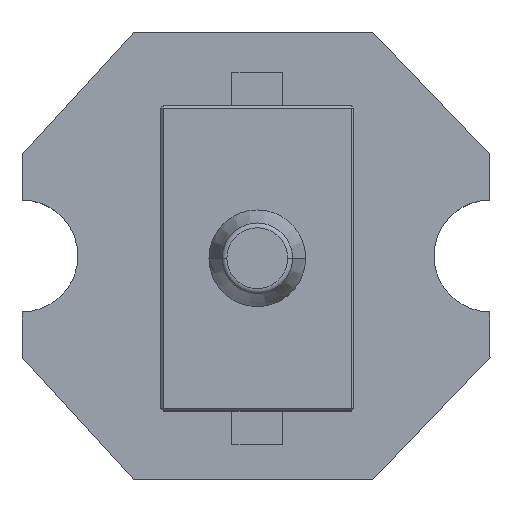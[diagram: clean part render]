
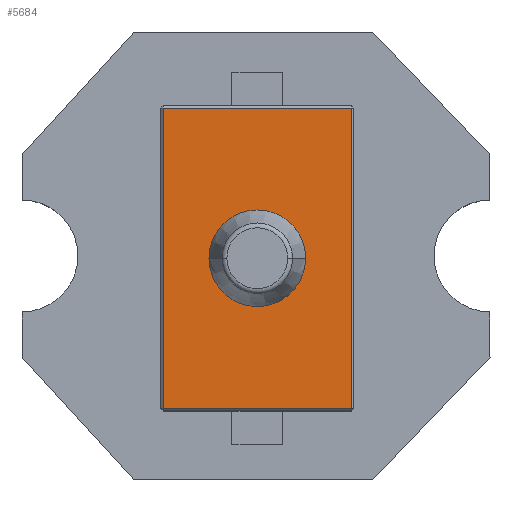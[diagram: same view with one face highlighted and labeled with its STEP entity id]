
A CAD part, top view. The second image highlights one B-rep face of the part: STEP entity #5684.
In plain terms, the highlighted face is planar.
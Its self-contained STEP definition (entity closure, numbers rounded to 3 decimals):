
#5333 = PLANE('',#5334);
#5334 = AXIS2_PLACEMENT_3D('',#5335,#5336,#5337);
#5335 = CARTESIAN_POINT('',(-4.55,1.6,3.576));
#5336 = DIRECTION('',(-0.707,0.707,0.));
#5337 = DIRECTION('',(0.,0.,1.));
#5448 = PLANE('',#5449);
#5449 = AXIS2_PLACEMENT_3D('',#5450,#5451,#5452);
#5450 = CARTESIAN_POINT('',(0.,1.65,3.526));
#5451 = DIRECTION('',(0.,-0.707,-0.707));
#5452 = DIRECTION('',(1.,0.,0.));
#5486 = PLANE('',#5487);
#5487 = AXIS2_PLACEMENT_3D('',#5488,#5489,#5490);
#5488 = CARTESIAN_POINT('',(1.4,1.65,0.));
#5489 = DIRECTION('',(-0.707,-0.707,0.));
#5490 = DIRECTION('',(0.,0.,-1.));
#5601 = PLANE('',#5602);
#5602 = AXIS2_PLACEMENT_3D('',#5603,#5604,#5605);
#5603 = CARTESIAN_POINT('',(-4.55,1.6,-0.224));
#5604 = DIRECTION('',(0.,0.707,-0.707));
#5605 = DIRECTION('',(-1.,0.,0.));
#5684 = ADVANCED_FACE('',(#5685),#5699,.F.);
#5685 = FACE_BOUND('',#5686,.F.);
#5686 = EDGE_LOOP('',(#5687,#5717,#5740,#5763));
#5687 = ORIENTED_EDGE('',*,*,#5688,.F.);
#5688 = EDGE_CURVE('',#5689,#5691,#5693,.T.);
#5689 = VERTEX_POINT('',#5690);
#5690 = CARTESIAN_POINT('',(-4.5,1.65,3.526));
#5691 = VERTEX_POINT('',#5692);
#5692 = CARTESIAN_POINT('',(1.4,1.65,3.526));
#5693 = SURFACE_CURVE('',#5694,(#5698,#5710),.PCURVE_S1.);
#5694 = LINE('',#5695,#5696);
#5695 = CARTESIAN_POINT('',(0.,1.65,3.526));
#5696 = VECTOR('',#5697,1.);
#5697 = DIRECTION('',(1.,0.,0.));
#5698 = PCURVE('',#5699,#5704);
#5699 = PLANE('',#5700);
#5700 = AXIS2_PLACEMENT_3D('',#5701,#5702,#5703);
#5701 = CARTESIAN_POINT('',(0.,1.65,0.));
#5702 = DIRECTION('',(0.,-1.,0.));
#5703 = DIRECTION('',(0.,0.,-1.));
#5704 = DEFINITIONAL_REPRESENTATION('',(#5705),#5709);
#5705 = LINE('',#5706,#5707);
#5706 = CARTESIAN_POINT('',(-3.526,0.));
#5707 = VECTOR('',#5708,1.);
#5708 = DIRECTION('',(0.,1.));
#5709 = ( GEOMETRIC_REPRESENTATION_CONTEXT(2) 
PARAMETRIC_REPRESENTATION_CONTEXT() REPRESENTATION_CONTEXT('2D SPACE',''
  ) );
#5710 = PCURVE('',#5448,#5711);
#5711 = DEFINITIONAL_REPRESENTATION('',(#5712),#5716);
#5712 = LINE('',#5713,#5714);
#5713 = CARTESIAN_POINT('',(0.,0.));
#5714 = VECTOR('',#5715,1.);
#5715 = DIRECTION('',(1.,0.));
#5716 = ( GEOMETRIC_REPRESENTATION_CONTEXT(2) 
PARAMETRIC_REPRESENTATION_CONTEXT() REPRESENTATION_CONTEXT('2D SPACE',''
  ) );
#5717 = ORIENTED_EDGE('',*,*,#5718,.F.);
#5718 = EDGE_CURVE('',#5719,#5689,#5721,.T.);
#5719 = VERTEX_POINT('',#5720);
#5720 = CARTESIAN_POINT('',(-4.5,1.65,-0.174));
#5721 = SURFACE_CURVE('',#5722,(#5726,#5733),.PCURVE_S1.);
#5722 = LINE('',#5723,#5724);
#5723 = CARTESIAN_POINT('',(-4.5,1.65,3.576));
#5724 = VECTOR('',#5725,1.);
#5725 = DIRECTION('',(0.,0.,1.));
#5726 = PCURVE('',#5699,#5727);
#5727 = DEFINITIONAL_REPRESENTATION('',(#5728),#5732);
#5728 = LINE('',#5729,#5730);
#5729 = CARTESIAN_POINT('',(-3.576,-4.5));
#5730 = VECTOR('',#5731,1.);
#5731 = DIRECTION('',(-1.,0.));
#5732 = ( GEOMETRIC_REPRESENTATION_CONTEXT(2) 
PARAMETRIC_REPRESENTATION_CONTEXT() REPRESENTATION_CONTEXT('2D SPACE',''
  ) );
#5733 = PCURVE('',#5333,#5734);
#5734 = DEFINITIONAL_REPRESENTATION('',(#5735),#5739);
#5735 = LINE('',#5736,#5737);
#5736 = CARTESIAN_POINT('',(0.,0.071));
#5737 = VECTOR('',#5738,1.);
#5738 = DIRECTION('',(1.,0.));
#5739 = ( GEOMETRIC_REPRESENTATION_CONTEXT(2) 
PARAMETRIC_REPRESENTATION_CONTEXT() REPRESENTATION_CONTEXT('2D SPACE',''
  ) );
#5740 = ORIENTED_EDGE('',*,*,#5741,.F.);
#5741 = EDGE_CURVE('',#5742,#5719,#5744,.T.);
#5742 = VERTEX_POINT('',#5743);
#5743 = CARTESIAN_POINT('',(1.4,1.65,-0.174));
#5744 = SURFACE_CURVE('',#5745,(#5749,#5756),.PCURVE_S1.);
#5745 = LINE('',#5746,#5747);
#5746 = CARTESIAN_POINT('',(-4.55,1.65,-0.174));
#5747 = VECTOR('',#5748,1.);
#5748 = DIRECTION('',(-1.,0.,0.));
#5749 = PCURVE('',#5699,#5750);
#5750 = DEFINITIONAL_REPRESENTATION('',(#5751),#5755);
#5751 = LINE('',#5752,#5753);
#5752 = CARTESIAN_POINT('',(0.174,-4.55));
#5753 = VECTOR('',#5754,1.);
#5754 = DIRECTION('',(0.,-1.));
#5755 = ( GEOMETRIC_REPRESENTATION_CONTEXT(2) 
PARAMETRIC_REPRESENTATION_CONTEXT() REPRESENTATION_CONTEXT('2D SPACE',''
  ) );
#5756 = PCURVE('',#5601,#5757);
#5757 = DEFINITIONAL_REPRESENTATION('',(#5758),#5762);
#5758 = LINE('',#5759,#5760);
#5759 = CARTESIAN_POINT('',(0.,0.071));
#5760 = VECTOR('',#5761,1.);
#5761 = DIRECTION('',(1.,0.));
#5762 = ( GEOMETRIC_REPRESENTATION_CONTEXT(2) 
PARAMETRIC_REPRESENTATION_CONTEXT() REPRESENTATION_CONTEXT('2D SPACE',''
  ) );
#5763 = ORIENTED_EDGE('',*,*,#5764,.F.);
#5764 = EDGE_CURVE('',#5691,#5742,#5765,.T.);
#5765 = SURFACE_CURVE('',#5766,(#5770,#5777),.PCURVE_S1.);
#5766 = LINE('',#5767,#5768);
#5767 = CARTESIAN_POINT('',(1.4,1.65,0.));
#5768 = VECTOR('',#5769,1.);
#5769 = DIRECTION('',(0.,0.,-1.));
#5770 = PCURVE('',#5699,#5771);
#5771 = DEFINITIONAL_REPRESENTATION('',(#5772),#5776);
#5772 = LINE('',#5773,#5774);
#5773 = CARTESIAN_POINT('',(0.,1.4));
#5774 = VECTOR('',#5775,1.);
#5775 = DIRECTION('',(1.,0.));
#5776 = ( GEOMETRIC_REPRESENTATION_CONTEXT(2) 
PARAMETRIC_REPRESENTATION_CONTEXT() REPRESENTATION_CONTEXT('2D SPACE',''
  ) );
#5777 = PCURVE('',#5486,#5778);
#5778 = DEFINITIONAL_REPRESENTATION('',(#5779),#5783);
#5779 = LINE('',#5780,#5781);
#5780 = CARTESIAN_POINT('',(0.,0.));
#5781 = VECTOR('',#5782,1.);
#5782 = DIRECTION('',(1.,0.));
#5783 = ( GEOMETRIC_REPRESENTATION_CONTEXT(2) 
PARAMETRIC_REPRESENTATION_CONTEXT() REPRESENTATION_CONTEXT('2D SPACE',''
  ) );
